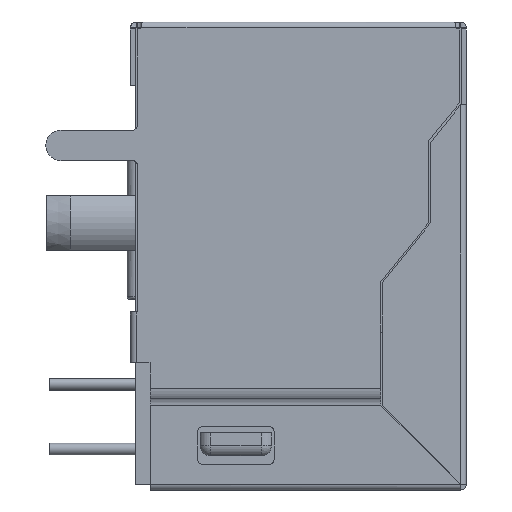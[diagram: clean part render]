
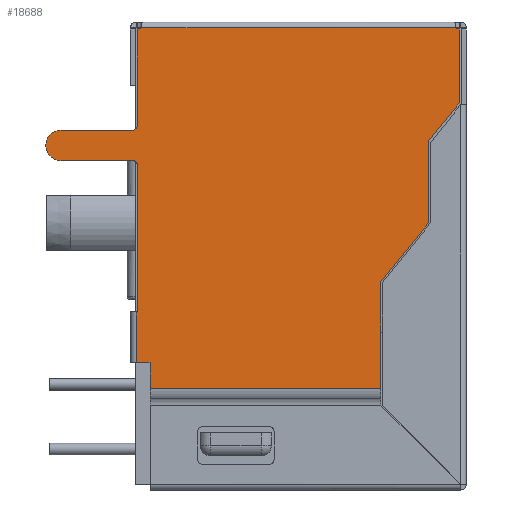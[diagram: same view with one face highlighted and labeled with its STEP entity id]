
A CAD part, left-side view. The second image highlights one B-rep face of the part: STEP entity #18688.
In plain terms, the highlighted planar face has unit normal (-1, 0, 0).
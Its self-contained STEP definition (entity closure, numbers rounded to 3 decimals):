
#12148=DIRECTION('',(0.,-1.,0.));
#12149=VECTOR('',#12148,12.383);
#12150=CARTESIAN_POINT('',(-7.95,6.191,17.98));
#12151=LINE('',#12150,#12149);
#12156=CARTESIAN_POINT('',(-7.95,6.191,17.98));
#12168=DIRECTION('',(0.,-0.002,1.));
#12169=VECTOR('',#12168,3.227);
#12170=CARTESIAN_POINT('',(-7.95,-5.118,10.3));
#12171=LINE('',#12170,#12169);
#12172=DIRECTION('',(0.,-0.628,0.778));
#12173=VECTOR('',#12172,2.976);
#12174=CARTESIAN_POINT('',(-7.95,-3.248,7.985));
#12175=LINE('',#12174,#12173);
#12176=DIRECTION('',(0.,1.,0.));
#12177=VECTOR('',#12176,0.05);
#12178=CARTESIAN_POINT('',(-7.95,6.329,6.8));
#12179=LINE('',#12178,#12177);
#12180=CARTESIAN_POINT('',(-7.95,6.529,12.55));
#12181=DIRECTION('',(1.,0.,0.));
#12182=DIRECTION('',(0.,0.,1.));
#12183=AXIS2_PLACEMENT_3D('',#12180,#12181,#12182);
#12185=CARTESIAN_POINT('',(-7.95,9.329,13.35));
#12186=DIRECTION('',(-1.,0.,0.));
#12187=DIRECTION('',(0.,0.,1.));
#12188=AXIS2_PLACEMENT_3D('',#12185,#12186,#12187);
#12190=CARTESIAN_POINT('',(-7.95,6.529,14.15));
#12191=DIRECTION('',(1.,0.,0.));
#12192=DIRECTION('',(0.,-1.,0.));
#12193=AXIS2_PLACEMENT_3D('',#12190,#12191,#12192);
#12195=CARTESIAN_POINT('',(-7.95,6.329,18.125));
#12196=DIRECTION('',(1.,0.,0.));
#12197=DIRECTION('',(0.,-0.689,-0.725));
#12198=AXIS2_PLACEMENT_3D('',#12195,#12196,#12197);
#12200=CARTESIAN_POINT('',(-7.95,-6.329,18.125));
#12201=DIRECTION('',(1.,0.,0.));
#12202=DIRECTION('',(0.,0.,-1.));
#12203=AXIS2_PLACEMENT_3D('',#12200,#12201,#12202);
#12205=DIRECTION('',(0.,0.,1.));
#12206=VECTOR('',#12205,2.907);
#12207=CARTESIAN_POINT('',(-7.95,-6.329,15.018));
#12208=LINE('',#12207,#12206);
#12209=DIRECTION('',(0.,-0.628,0.778));
#12210=VECTOR('',#12209,1.917);
#12211=CARTESIAN_POINT('',(-7.95,-5.125,13.527));
#12212=LINE('',#12211,#12210);
#12221=DIRECTION('',(0.,0.,-1.));
#12222=VECTOR('',#12221,4.185);
#12223=CARTESIAN_POINT('',(-7.95,-3.248,7.985));
#12224=LINE('',#12223,#12222);
#14882=DIRECTION('',(0.,0.,1.));
#14883=VECTOR('',#14882,3.775);
#14884=CARTESIAN_POINT('',(-7.95,6.329,14.15));
#14885=LINE('',#14884,#14883);
#14894=DIRECTION('',(0.,-1.,0.));
#14895=VECTOR('',#14894,2.8);
#14896=CARTESIAN_POINT('',(-7.95,9.329,13.95));
#14897=LINE('',#14896,#14895);
#14906=DIRECTION('',(0.,1.,0.));
#14907=VECTOR('',#14906,2.8);
#14908=CARTESIAN_POINT('',(-7.95,6.529,12.75));
#14909=LINE('',#14908,#14907);
#14918=DIRECTION('',(0.,0.,1.));
#14919=VECTOR('',#14918,5.75);
#14920=CARTESIAN_POINT('',(-7.95,6.329,6.8));
#14921=LINE('',#14920,#14919);
#15016=DIRECTION('',(0.,0.,1.));
#15017=VECTOR('',#15016,2.);
#15018=CARTESIAN_POINT('',(-7.95,6.379,4.8));
#15019=LINE('',#15018,#15017);
#15038=DIRECTION('',(0.,1.,0.));
#15039=VECTOR('',#15038,0.55);
#15040=CARTESIAN_POINT('',(-7.95,5.829,4.8));
#15041=LINE('',#15040,#15039);
#15050=DIRECTION('',(0.,0.,1.));
#15051=VECTOR('',#15050,1.);
#15052=CARTESIAN_POINT('',(-7.95,5.829,3.8));
#15053=LINE('',#15052,#15051);
#15086=DIRECTION('',(0.,1.,0.));
#15087=VECTOR('',#15086,9.077);
#15088=CARTESIAN_POINT('',(-7.95,-3.248,3.8));
#15089=LINE('',#15088,#15087);
#16506=CARTESIAN_POINT('',(-7.95,9.329,13.95));
#16508=VERTEX_POINT('',#16506);
#16581=CARTESIAN_POINT('',(-7.95,-3.248,7.985));
#16583=VERTEX_POINT('',#16581);
#16717=CARTESIAN_POINT('',(-7.95,5.829,4.8));
#16719=VERTEX_POINT('',#16717);
#16758=CARTESIAN_POINT('',(-7.95,6.379,6.8));
#16760=VERTEX_POINT('',#16758);
#16792=CARTESIAN_POINT('',(-7.95,6.329,12.55));
#16794=VERTEX_POINT('',#16792);
#16859=CARTESIAN_POINT('',(-7.95,6.329,6.8));
#16860=VERTEX_POINT('',#16859);
#16889=CARTESIAN_POINT('',(-7.95,9.329,12.75));
#16890=VERTEX_POINT('',#16889);
#16945=CARTESIAN_POINT('',(-7.95,-5.125,13.527));
#16946=VERTEX_POINT('',#16945);
#16960=VERTEX_POINT('',#12156);
#16981=CARTESIAN_POINT('',(-7.95,-6.191,17.98));
#16982=VERTEX_POINT('',#16981);
#16997=CARTESIAN_POINT('',(-7.95,5.829,3.8));
#16998=VERTEX_POINT('',#16997);
#17029=CARTESIAN_POINT('',(-7.95,6.329,14.15));
#17030=CARTESIAN_POINT('',(-7.95,6.529,13.95));
#17031=VERTEX_POINT('',#17029);
#17032=VERTEX_POINT('',#17030);
#17039=CARTESIAN_POINT('',(-7.95,-5.118,10.3));
#17040=VERTEX_POINT('',#17039);
#17055=CARTESIAN_POINT('',(-7.95,-3.248,3.8));
#17056=VERTEX_POINT('',#17055);
#17059=CARTESIAN_POINT('',(-7.95,-6.329,17.925));
#17061=VERTEX_POINT('',#17059);
#17139=CARTESIAN_POINT('',(-7.95,-6.329,15.018));
#17140=VERTEX_POINT('',#17139);
#17145=CARTESIAN_POINT('',(-7.95,6.529,12.75));
#17146=VERTEX_POINT('',#17145);
#17234=CARTESIAN_POINT('',(-7.95,6.379,4.8));
#17235=VERTEX_POINT('',#17234);
#17258=CARTESIAN_POINT('',(-7.95,6.329,17.925));
#17259=VERTEX_POINT('',#17258);
#18642=CARTESIAN_POINT('',(-7.95,0.,0.));
#18643=DIRECTION('',(1.,0.,0.));
#18644=DIRECTION('',(0.,0.,-1.));
#18645=AXIS2_PLACEMENT_3D('',#18642,#18643,#18644);
#18646=PLANE('',#18645);
#18648=ORIENTED_EDGE('',*,*,#18647,.F.);
#18650=ORIENTED_EDGE('',*,*,#18649,.F.);
#18652=ORIENTED_EDGE('',*,*,#18651,.T.);
#18654=ORIENTED_EDGE('',*,*,#18653,.T.);
#18656=ORIENTED_EDGE('',*,*,#18655,.T.);
#18658=ORIENTED_EDGE('',*,*,#18657,.T.);
#18660=ORIENTED_EDGE('',*,*,#18659,.T.);
#18662=ORIENTED_EDGE('',*,*,#18661,.F.);
#18664=ORIENTED_EDGE('',*,*,#18663,.T.);
#18666=ORIENTED_EDGE('',*,*,#18665,.F.);
#18668=ORIENTED_EDGE('',*,*,#18667,.T.);
#18670=ORIENTED_EDGE('',*,*,#18669,.F.);
#18672=ORIENTED_EDGE('',*,*,#18671,.T.);
#18674=ORIENTED_EDGE('',*,*,#18673,.F.);
#18676=ORIENTED_EDGE('',*,*,#18675,.T.);
#18678=ORIENTED_EDGE('',*,*,#18677,.F.);
#18679=ORIENTED_EDGE('',*,*,#18633,.T.);
#18681=ORIENTED_EDGE('',*,*,#18680,.F.);
#18683=ORIENTED_EDGE('',*,*,#18682,.F.);
#18685=ORIENTED_EDGE('',*,*,#18684,.F.);
#18686=EDGE_LOOP('',(#18648,#18650,#18652,#18654,#18656,#18658,#18660,#18662,
#18664,#18666,#18668,#18670,#18672,#18674,#18676,#18678,#18679,#18681,#18683,
#18685));
#18687=FACE_OUTER_BOUND('',#18686,.F.);
#12184=CIRCLE('',#12183,0.2);
#12189=CIRCLE('',#12188,0.6);
#12194=CIRCLE('',#12193,0.2);
#12199=CIRCLE('',#12198,0.2);
#12204=CIRCLE('',#12203,0.2);
#18633=EDGE_CURVE('',#16960,#16982,#12151,.T.);
#18647=EDGE_CURVE('',#17040,#16946,#12171,.T.);
#18649=EDGE_CURVE('',#16583,#17040,#12175,.T.);
#18651=EDGE_CURVE('',#16583,#17056,#12224,.T.);
#18653=EDGE_CURVE('',#17056,#16998,#15089,.T.);
#18655=EDGE_CURVE('',#16998,#16719,#15053,.T.);
#18657=EDGE_CURVE('',#16719,#17235,#15041,.T.);
#18659=EDGE_CURVE('',#17235,#16760,#15019,.T.);
#18661=EDGE_CURVE('',#16860,#16760,#12179,.T.);
#18663=EDGE_CURVE('',#16860,#16794,#14921,.T.);
#18665=EDGE_CURVE('',#17146,#16794,#12184,.T.);
#18667=EDGE_CURVE('',#17146,#16890,#14909,.T.);
#18669=EDGE_CURVE('',#16508,#16890,#12189,.T.);
#18671=EDGE_CURVE('',#16508,#17032,#14897,.T.);
#18673=EDGE_CURVE('',#17031,#17032,#12194,.T.);
#18675=EDGE_CURVE('',#17031,#17259,#14885,.T.);
#18677=EDGE_CURVE('',#16960,#17259,#12199,.T.);
#18680=EDGE_CURVE('',#17061,#16982,#12204,.T.);
#18682=EDGE_CURVE('',#17140,#17061,#12208,.T.);
#18684=EDGE_CURVE('',#16946,#17140,#12212,.T.);
#18688=ADVANCED_FACE('',(#18687),#18646,.F.);
